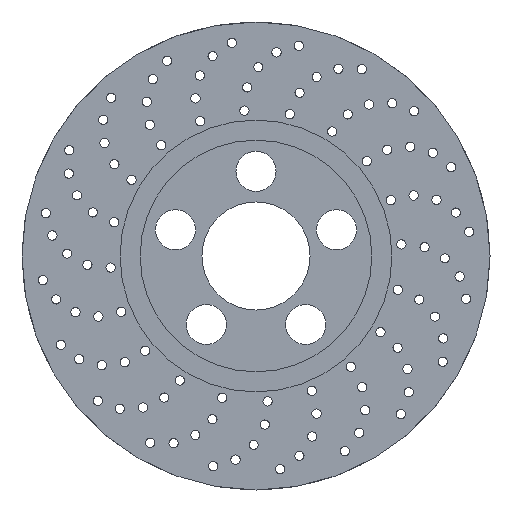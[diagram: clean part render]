
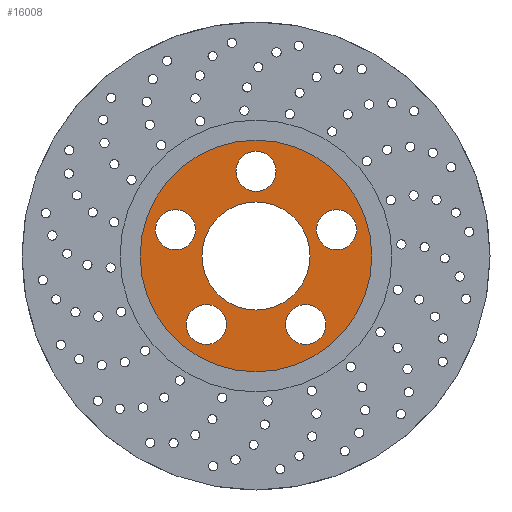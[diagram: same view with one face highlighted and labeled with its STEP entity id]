
A CAD part, front view. The second image highlights one B-rep face of the part: STEP entity #16008.
In plain terms, the highlighted planar face has unit normal (0, -1, 0).
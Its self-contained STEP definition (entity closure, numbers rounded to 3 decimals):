
#17 = CARTESIAN_POINT ( 'NONE',  ( -52.116, 36.63, 16.934 ) ) ;
#186 = VERTEX_POINT ( 'NONE', #15703 ) ;
#434 = ORIENTED_EDGE ( 'NONE', *, *, #10486, .F. ) ;
#536 = CIRCLE ( 'NONE', #15588, 13. ) ;
#597 = EDGE_CURVE ( 'NONE', #1532, #4072, #5430, .T. ) ;
#809 = CIRCLE ( 'NONE', #10723, 13. ) ;
#1100 = EDGE_LOOP ( 'NONE', ( #16723, #15586 ) ) ;
#1415 = CIRCLE ( 'NONE', #13344, 13. ) ;
#1522 = VERTEX_POINT ( 'NONE', #7155 ) ;
#1532 = VERTEX_POINT ( 'NONE', #13724 ) ;
#1789 = CARTESIAN_POINT ( 'NONE',  ( 52.116, 36.63, 29.934 ) ) ;
#1809 = VERTEX_POINT ( 'NONE', #14764 ) ;
#1966 = EDGE_CURVE ( 'NONE', #12807, #7141, #5143, .T. ) ;
#2038 = VERTEX_POINT ( 'NONE', #1789 ) ;
#2245 = AXIS2_PLACEMENT_3D ( 'NONE', #11110, #14043, #9870 ) ;
#2456 = DIRECTION ( 'NONE',  ( 0., 0., 1. ) ) ;
#2487 = DIRECTION ( 'NONE',  ( 0., 0., 1. ) ) ;
#3044 = CARTESIAN_POINT ( 'NONE',  ( 52.116, 36.63, 16.934 ) ) ;
#3267 = EDGE_LOOP ( 'NONE', ( #4432, #3968 ) ) ;
#3528 = CARTESIAN_POINT ( 'NONE',  ( -32.21, 36.63, -44.333 ) ) ;
#3723 = DIRECTION ( 'NONE',  ( 0., 0., -1. ) ) ;
#3752 = VERTEX_POINT ( 'NONE', #12108 ) ;
#3968 = ORIENTED_EDGE ( 'NONE', *, *, #6572, .F. ) ;
#4072 = VERTEX_POINT ( 'NONE', #12594 ) ;
#4191 = CARTESIAN_POINT ( 'NONE',  ( 0., 36.63, 0. ) ) ;
#4273 = DIRECTION ( 'NONE',  ( 0., -1., 0. ) ) ;
#4405 = FACE_BOUND ( 'NONE', #12382, .T. ) ;
#4432 = ORIENTED_EDGE ( 'NONE', *, *, #6109, .F. ) ;
#4472 = AXIS2_PLACEMENT_3D ( 'NONE', #6717, #13551, #13379 ) ;
#4491 = FACE_BOUND ( 'NONE', #9023, .T. ) ;
#4725 = CARTESIAN_POINT ( 'NONE',  ( 0., 36.63, 54.798 ) ) ;
#5028 = ORIENTED_EDGE ( 'NONE', *, *, #7756, .F. ) ;
#5143 = CIRCLE ( 'NONE', #9679, 75. ) ;
#5226 = DIRECTION ( 'NONE',  ( 0., -1., 0. ) ) ;
#5334 = EDGE_CURVE ( 'NONE', #7141, #12807, #16648, .T. ) ;
#5430 = CIRCLE ( 'NONE', #7982, 13. ) ;
#5454 = EDGE_LOOP ( 'NONE', ( #15583, #434 ) ) ;
#5464 = CARTESIAN_POINT ( 'NONE',  ( -32.21, 36.63, -44.333 ) ) ;
#5501 = CIRCLE ( 'NONE', #11741, 13. ) ;
#5829 = FACE_BOUND ( 'NONE', #1100, .T. ) ;
#6009 = FACE_BOUND ( 'NONE', #3267, .T. ) ;
#6022 = CARTESIAN_POINT ( 'NONE',  ( 52.116, 36.63, 3.934 ) ) ;
#6109 = EDGE_CURVE ( 'NONE', #15635, #8027, #12413, .T. ) ;
#6130 = EDGE_CURVE ( 'NONE', #1522, #3752, #809, .T. ) ;
#6265 = AXIS2_PLACEMENT_3D ( 'NONE', #10944, #4273, #13964 ) ;
#6483 = AXIS2_PLACEMENT_3D ( 'NONE', #17, #13274, #11927 ) ;
#6572 = EDGE_CURVE ( 'NONE', #8027, #15635, #13299, .T. ) ;
#6573 = DIRECTION ( 'NONE',  ( 0., -1., 0. ) ) ;
#6717 = CARTESIAN_POINT ( 'NONE',  ( -52.116, 36.63, 16.934 ) ) ;
#6775 = DIRECTION ( 'NONE',  ( 0., 0., -1. ) ) ;
#6799 = DIRECTION ( 'NONE',  ( 0., -1., 0. ) ) ;
#6913 = DIRECTION ( 'NONE',  ( 0., 0., 1. ) ) ;
#7026 = AXIS2_PLACEMENT_3D ( 'NONE', #17489, #5226, #3723 ) ;
#7141 = VERTEX_POINT ( 'NONE', #16430 ) ;
#7155 = CARTESIAN_POINT ( 'NONE',  ( -32.21, 36.63, -31.333 ) ) ;
#7218 = DIRECTION ( 'NONE',  ( 0., -1., 0. ) ) ;
#7256 = PLANE ( 'NONE',  #8544 ) ;
#7410 = EDGE_CURVE ( 'NONE', #7527, #1809, #14679, .T. ) ;
#7479 = VERTEX_POINT ( 'NONE', #6022 ) ;
#7527 = VERTEX_POINT ( 'NONE', #7622 ) ;
#7622 = CARTESIAN_POINT ( 'NONE',  ( 0., 36.63, -35. ) ) ;
#7756 = EDGE_CURVE ( 'NONE', #7479, #2038, #5501, .T. ) ;
#7874 = VERTEX_POINT ( 'NONE', #8040 ) ;
#7982 = AXIS2_PLACEMENT_3D ( 'NONE', #4725, #11823, #10149 ) ;
#8027 = VERTEX_POINT ( 'NONE', #12268 ) ;
#8040 = CARTESIAN_POINT ( 'NONE',  ( 32.21, 36.63, -57.333 ) ) ;
#8052 = CARTESIAN_POINT ( 'NONE',  ( 0., 36.63, 54.798 ) ) ;
#8073 = CARTESIAN_POINT ( 'NONE',  ( 32.21, 36.63, -44.333 ) ) ;
#8544 = AXIS2_PLACEMENT_3D ( 'NONE', #16935, #14002, #15429 ) ;
#8570 = EDGE_CURVE ( 'NONE', #2038, #7479, #14335, .T. ) ;
#9023 = EDGE_LOOP ( 'NONE', ( #12467, #15275 ) ) ;
#9072 = ORIENTED_EDGE ( 'NONE', *, *, #5334, .T. ) ;
#9503 = ORIENTED_EDGE ( 'NONE', *, *, #8570, .F. ) ;
#9679 = AXIS2_PLACEMENT_3D ( 'NONE', #4191, #11034, #6775 ) ;
#9847 = AXIS2_PLACEMENT_3D ( 'NONE', #16703, #15286, #15381 ) ;
#9870 = DIRECTION ( 'NONE',  ( 0., 0., 1. ) ) ;
#9916 = FACE_BOUND ( 'NONE', #5454, .T. ) ;
#10149 = DIRECTION ( 'NONE',  ( 0., 0., 1. ) ) ;
#10273 = EDGE_CURVE ( 'NONE', #186, #7874, #16702, .T. ) ;
#10370 = AXIS2_PLACEMENT_3D ( 'NONE', #16680, #11082, #6913 ) ;
#10486 = EDGE_CURVE ( 'NONE', #7874, #186, #536, .T. ) ;
#10723 = AXIS2_PLACEMENT_3D ( 'NONE', #5464, #6799, #2456 ) ;
#10732 = DIRECTION ( 'NONE',  ( 0., -1., 0. ) ) ;
#10944 = CARTESIAN_POINT ( 'NONE',  ( 0., 36.63, 0. ) ) ;
#11034 = DIRECTION ( 'NONE',  ( 0., -1., 0. ) ) ;
#11082 = DIRECTION ( 'NONE',  ( 0., -1., 0. ) ) ;
#11110 = CARTESIAN_POINT ( 'NONE',  ( 32.21, 36.63, -44.333 ) ) ;
#11634 = CIRCLE ( 'NONE', #17309, 13. ) ;
#11669 = EDGE_CURVE ( 'NONE', #4072, #1532, #11634, .T. ) ;
#11741 = AXIS2_PLACEMENT_3D ( 'NONE', #3044, #7218, #15120 ) ;
#11823 = DIRECTION ( 'NONE',  ( 0., -1., 0. ) ) ;
#11877 = EDGE_CURVE ( 'NONE', #3752, #1522, #1415, .T. ) ;
#11927 = DIRECTION ( 'NONE',  ( 0., 0., 1. ) ) ;
#12108 = CARTESIAN_POINT ( 'NONE',  ( -32.21, 36.63, -57.333 ) ) ;
#12268 = CARTESIAN_POINT ( 'NONE',  ( -52.116, 36.63, 3.934 ) ) ;
#12382 = EDGE_LOOP ( 'NONE', ( #12539, #16554 ) ) ;
#12413 = CIRCLE ( 'NONE', #4472, 13. ) ;
#12442 = EDGE_CURVE ( 'NONE', #1809, #7527, #12789, .T. ) ;
#12467 = ORIENTED_EDGE ( 'NONE', *, *, #11669, .F. ) ;
#12539 = ORIENTED_EDGE ( 'NONE', *, *, #6130, .F. ) ;
#12594 = CARTESIAN_POINT ( 'NONE',  ( 0., 36.63, 67.798 ) ) ;
#12789 = CIRCLE ( 'NONE', #6265, 35. ) ;
#12807 = VERTEX_POINT ( 'NONE', #15994 ) ;
#13274 = DIRECTION ( 'NONE',  ( 0., -1., 0. ) ) ;
#13299 = CIRCLE ( 'NONE', #6483, 13. ) ;
#13344 = AXIS2_PLACEMENT_3D ( 'NONE', #3528, #14539, #14274 ) ;
#13379 = DIRECTION ( 'NONE',  ( 0., 0., 1. ) ) ;
#13551 = DIRECTION ( 'NONE',  ( 0., -1., 0. ) ) ;
#13569 = DIRECTION ( 'NONE',  ( 0., 0., 1. ) ) ;
#13570 = EDGE_LOOP ( 'NONE', ( #15546, #9072 ) ) ;
#13724 = CARTESIAN_POINT ( 'NONE',  ( 0., 36.63, 41.798 ) ) ;
#13964 = DIRECTION ( 'NONE',  ( 0., 0., -1. ) ) ;
#14002 = DIRECTION ( 'NONE',  ( 0., 1., 0. ) ) ;
#14043 = DIRECTION ( 'NONE',  ( 0., -1., 0. ) ) ;
#14274 = DIRECTION ( 'NONE',  ( 0., 0., 1. ) ) ;
#14291 = CARTESIAN_POINT ( 'NONE',  ( -52.116, 36.63, 29.934 ) ) ;
#14335 = CIRCLE ( 'NONE', #10370, 13. ) ;
#14539 = DIRECTION ( 'NONE',  ( 0., -1., 0. ) ) ;
#14679 = CIRCLE ( 'NONE', #7026, 35. ) ;
#14764 = CARTESIAN_POINT ( 'NONE',  ( 0., 36.63, 35. ) ) ;
#15120 = DIRECTION ( 'NONE',  ( 0., 0., 1. ) ) ;
#15246 = FACE_BOUND ( 'NONE', #17043, .T. ) ;
#15275 = ORIENTED_EDGE ( 'NONE', *, *, #597, .F. ) ;
#15286 = DIRECTION ( 'NONE',  ( 0., -1., 0. ) ) ;
#15381 = DIRECTION ( 'NONE',  ( 0., 0., -1. ) ) ;
#15429 = DIRECTION ( 'NONE',  ( 0., 0., 1. ) ) ;
#15521 = FACE_OUTER_BOUND ( 'NONE', #13570, .T. ) ;
#15546 = ORIENTED_EDGE ( 'NONE', *, *, #1966, .T. ) ;
#15583 = ORIENTED_EDGE ( 'NONE', *, *, #10273, .F. ) ;
#15586 = ORIENTED_EDGE ( 'NONE', *, *, #12442, .F. ) ;
#15588 = AXIS2_PLACEMENT_3D ( 'NONE', #8073, #6573, #2487 ) ;
#15635 = VERTEX_POINT ( 'NONE', #14291 ) ;
#15703 = CARTESIAN_POINT ( 'NONE',  ( 32.21, 36.63, -31.333 ) ) ;
#15994 = CARTESIAN_POINT ( 'NONE',  ( 0., 36.63, -75. ) ) ;
#16008 = ADVANCED_FACE ( 'NONE', ( #9916, #15246, #4491, #6009, #4405, #5829, #15521 ), #7256, .F. ) ;
#16430 = CARTESIAN_POINT ( 'NONE',  ( 0., 36.63, 75. ) ) ;
#16554 = ORIENTED_EDGE ( 'NONE', *, *, #11877, .F. ) ;
#16648 = CIRCLE ( 'NONE', #9847, 75. ) ;
#16680 = CARTESIAN_POINT ( 'NONE',  ( 52.116, 36.63, 16.934 ) ) ;
#16702 = CIRCLE ( 'NONE', #2245, 13. ) ;
#16703 = CARTESIAN_POINT ( 'NONE',  ( 0., 36.63, 0. ) ) ;
#16723 = ORIENTED_EDGE ( 'NONE', *, *, #7410, .F. ) ;
#16935 = CARTESIAN_POINT ( 'NONE',  ( -75., 36.63, 0. ) ) ;
#17043 = EDGE_LOOP ( 'NONE', ( #9503, #5028 ) ) ;
#17309 = AXIS2_PLACEMENT_3D ( 'NONE', #8052, #10732, #13569 ) ;
#17489 = CARTESIAN_POINT ( 'NONE',  ( 0., 36.63, 0. ) ) ;
